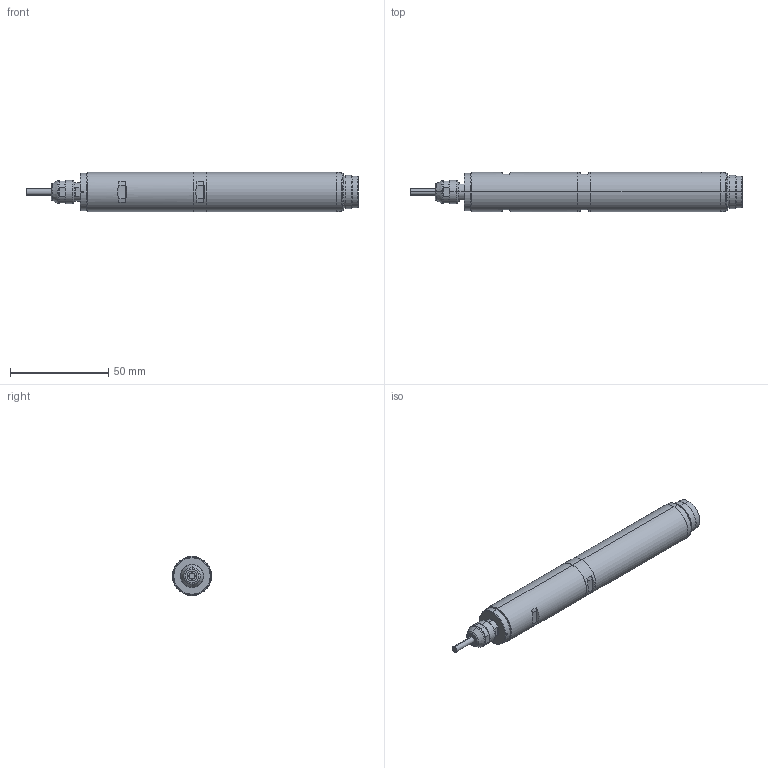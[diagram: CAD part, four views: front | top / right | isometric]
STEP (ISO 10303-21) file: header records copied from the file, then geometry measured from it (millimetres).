
FILE_DESCRIPTION (( 'STEP AP203' ), '1' );
FILE_NAME ('EM20-S6000 Assy.STEP', '2016-03-08T02:45:56', ( '株式会社ナカニシ' ), ( 'Microsoft' ), 'SwSTEP 2.0', 'SolidWorks 2013', '' );
FILE_SCHEMA (( 'CONFIG_CONTROL_DESIGN' ));
Length unit declared in the file: millimetre
Products named in the file (1): EM20-S6000 Assy
Bounding box: 169.37 x 20 x 20 mm (x, y, z)
Surface area: 15489.4 mm2 (no closed solid volume)
Topology: 0 solids, 11 shells, 154 faces, 360 edges, 222 vertices
Faces by surface type: plane 64, cylinder 42, cone 32, bspline 8, torus 8
Entity records: 6029 total; most frequent: CARTESIAN_POINT 2505, DIRECTION 748, ORIENTED_EDGE 668, EDGE_CURVE 360, AXIS2_PLACEMENT_3D 303, VERTEX_POINT 222, EDGE_LOOP 177, CIRCLE 156
